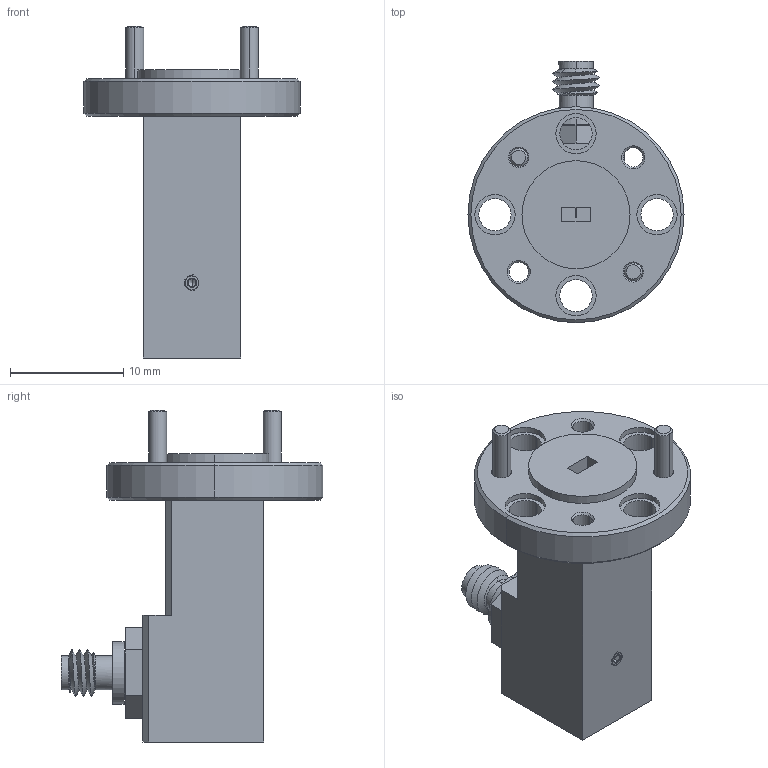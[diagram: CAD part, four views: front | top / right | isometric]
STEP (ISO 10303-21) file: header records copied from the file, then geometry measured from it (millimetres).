
FILE_DESCRIPTION (( 'STEP AP203' ), '1' );
FILE_NAME ('SWC-101F-R1.STEP', '2018-10-17T23:44:01', ( '' ), ( '' ), 'SwSTEP 2.0', 'SolidWorks 2016', '' );
FILE_SCHEMA (( 'CONFIG_CONTROL_DESIGN' ));
Length unit declared in the file: inch
Products named in the file (1): SWC-101F-R1
Bounding box: 19.05 x 23.08 x 29.27 mm (x, y, z)
Volume: 2737.3 mm3; surface area: 2511.2 mm2
Topology: 6 solids, 6 shells, 326 faces, 779 edges, 475 vertices
Faces by surface type: cylinder 127, cone 123, plane 72, bspline 4
Entity records: 10921 total; most frequent: CARTESIAN_POINT 3583, ORIENTED_EDGE 1542, DIRECTION 1462, EDGE_CURVE 771, AXIS2_PLACEMENT_3D 572, VERTEX_POINT 475, EDGE_LOOP 364, FACE_OUTER_BOUND 326
